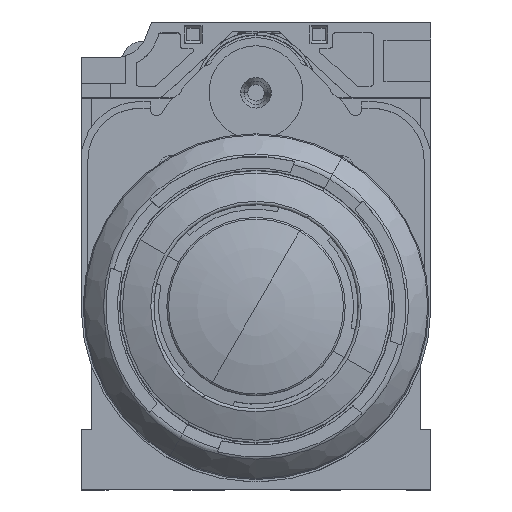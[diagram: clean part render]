
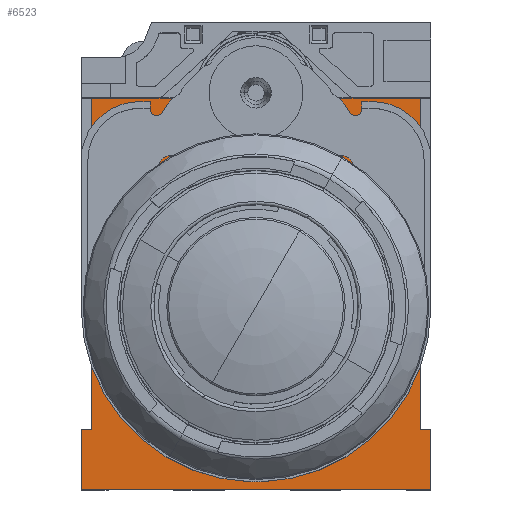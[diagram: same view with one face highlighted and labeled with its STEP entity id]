
A CAD part, top view. The second image highlights one B-rep face of the part: STEP entity #6523.
In plain terms, the highlighted planar face has unit normal (0, 0, 1).
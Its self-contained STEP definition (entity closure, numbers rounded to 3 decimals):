
#6523=ADVANCED_FACE('',(#13327,#13328),#13329,.F.);
#13327=FACE_BOUND('',#20355,.T.);
#13328=FACE_OUTER_BOUND('',#20356,.T.);
#13329=PLANE('',#20357);
#20355=EDGE_LOOP('',(#41059,#41060));
#20356=EDGE_LOOP('',(#41061,#41062,#41063,#41064,#41065,#41066,#41067,#41068,#41069,#41070));
#20357=AXIS2_PLACEMENT_3D('',#41071,#41072,#41073);
#41059=ORIENTED_EDGE('',*,*,#46979,.T.);
#41060=ORIENTED_EDGE('',*,*,#51434,.T.);
#41061=ORIENTED_EDGE('',*,*,#51435,.T.);
#41062=ORIENTED_EDGE('',*,*,#51408,.F.);
#41063=ORIENTED_EDGE('',*,*,#51403,.T.);
#41064=ORIENTED_EDGE('',*,*,#51436,.T.);
#41065=ORIENTED_EDGE('',*,*,#51417,.T.);
#41066=ORIENTED_EDGE('',*,*,#51398,.F.);
#41067=ORIENTED_EDGE('',*,*,#51393,.F.);
#41068=ORIENTED_EDGE('',*,*,#51437,.T.);
#41069=ORIENTED_EDGE('',*,*,#48121,.T.);
#41070=ORIENTED_EDGE('',*,*,#51438,.T.);
#41071=CARTESIAN_POINT('',(14.9,18.4,32.55));
#41072=DIRECTION('',(0.0,0.0,-1.0));
#41073=DIRECTION('',(0.0,1.0,0.0));
#46979=EDGE_CURVE('',#57568,#57572,#57574,.T.);
#48121=EDGE_CURVE('',#59373,#59371,#59374,.T.);
#51393=EDGE_CURVE('',#64176,#64178,#64179,.T.);
#51398=EDGE_CURVE('',#64178,#64184,#64185,.T.);
#51403=EDGE_CURVE('',#64191,#64189,#64192,.T.);
#51408=EDGE_CURVE('',#64191,#64197,#64198,.T.);
#51417=EDGE_CURVE('',#64209,#64184,#64210,.T.);
#51434=EDGE_CURVE('',#57572,#57568,#64236,.T.);
#51435=EDGE_CURVE('',#64237,#64197,#64238,.T.);
#51436=EDGE_CURVE('',#64189,#64209,#64239,.T.);
#51437=EDGE_CURVE('',#64176,#59373,#64240,.T.);
#51438=EDGE_CURVE('',#59371,#64237,#64241,.T.);
#57568=VERTEX_POINT('',#76745);
#57572=VERTEX_POINT('',#76750);
#57574=CIRCLE('',#76753,12.3);
#59371=VERTEX_POINT('',#79236);
#59373=VERTEX_POINT('',#79239);
#59374=CIRCLE('',#79240,5.2);
#64176=VERTEX_POINT('',#85979);
#64178=VERTEX_POINT('',#85982);
#64179=LINE('',#85983,#85984);
#64184=VERTEX_POINT('',#85991);
#64185=LINE('',#85992,#85993);
#64189=VERTEX_POINT('',#85999);
#64191=VERTEX_POINT('',#86002);
#64192=LINE('',#86003,#86004);
#64197=VERTEX_POINT('',#86011);
#64198=LINE('',#86012,#86013);
#64209=VERTEX_POINT('',#86029);
#64210=LINE('',#86030,#86031);
#64236=CIRCLE('',#86067,12.3);
#64237=VERTEX_POINT('',#86068);
#64238=LINE('',#86069,#86070);
#64239=LINE('',#86071,#86072);
#64240=LINE('',#86073,#86074);
#64241=LINE('',#86075,#86076);
#76745=CARTESIAN_POINT('',(14.9,27.85,32.55));
#76750=CARTESIAN_POINT('',(14.9,3.25,32.55));
#76753=AXIS2_PLACEMENT_3D('',#92757,#92758,#92759);
#79236=CARTESIAN_POINT('',(9.719,33.36,32.55));
#79239=CARTESIAN_POINT('',(20.081,33.36,32.55));
#79240=AXIS2_PLACEMENT_3D('',#94137,#94138,#94139);
#85979=CARTESIAN_POINT('',(28.9,33.36,32.55));
#85982=CARTESIAN_POINT('',(28.9,5.141,32.55));
#85983=CARTESIAN_POINT('',(28.9,18.4,32.55));
#85984=VECTOR('',#98166,1.0);
#85991=CARTESIAN_POINT('',(29.8,5.141,32.55));
#85992=CARTESIAN_POINT('',(0.0,5.141,32.55));
#85993=VECTOR('',#98169,1.0);
#85999=CARTESIAN_POINT('',(0.0,0.,32.55));
#86002=CARTESIAN_POINT('',(0.0,5.141,32.55));
#86003=CARTESIAN_POINT('',(0.0,5.141,32.55));
#86004=VECTOR('',#98173,1.0);
#86011=CARTESIAN_POINT('',(0.9,5.141,32.55));
#86012=CARTESIAN_POINT('',(0.0,5.141,32.55));
#86013=VECTOR('',#98176,1.0);
#86029=CARTESIAN_POINT('',(29.8,0.,32.55));
#86030=CARTESIAN_POINT('',(29.8,5.141,32.55));
#86031=VECTOR('',#98182,1.0);
#86067=AXIS2_PLACEMENT_3D('',#98202,#98203,#98204);
#86068=CARTESIAN_POINT('',(0.9,33.36,32.55));
#86069=CARTESIAN_POINT('',(0.9,18.4,32.55));
#86070=VECTOR('',#98205,1.0);
#86071=CARTESIAN_POINT('',(0.0,0.,32.55));
#86072=VECTOR('',#98206,1.0);
#86073=CARTESIAN_POINT('',(14.9,33.36,32.55));
#86074=VECTOR('',#98207,1.0);
#86075=CARTESIAN_POINT('',(14.9,33.36,32.55));
#86076=VECTOR('',#98208,1.0);
#92757=CARTESIAN_POINT('',(14.9,15.55,32.55));
#92758=DIRECTION('',(0.0,0.0,-1.0));
#92759=DIRECTION('',(0.0,1.0,0.0));
#94137=CARTESIAN_POINT('',(14.9,33.8,32.55));
#94138=DIRECTION('',(0.0,0.0,-1.0));
#94139=DIRECTION('',(1.0,0.0,0.0));
#98166=DIRECTION('',(0.0,-1.0,0.0));
#98169=DIRECTION('',(1.0,0.0,0.0));
#98173=DIRECTION('',(0.0,-1.0,0.0));
#98176=DIRECTION('',(1.0,0.0,0.0));
#98182=DIRECTION('',(0.0,1.0,0.0));
#98202=CARTESIAN_POINT('',(14.9,15.55,32.55));
#98203=DIRECTION('',(0.0,0.0,-1.0));
#98204=DIRECTION('',(0.0,1.0,0.0));
#98205=DIRECTION('',(0.0,-1.0,0.0));
#98206=DIRECTION('',(1.0,0.0,0.0));
#98207=DIRECTION('',(-1.0,-0.0,-0.0));
#98208=DIRECTION('',(-1.0,-0.0,-0.0));
